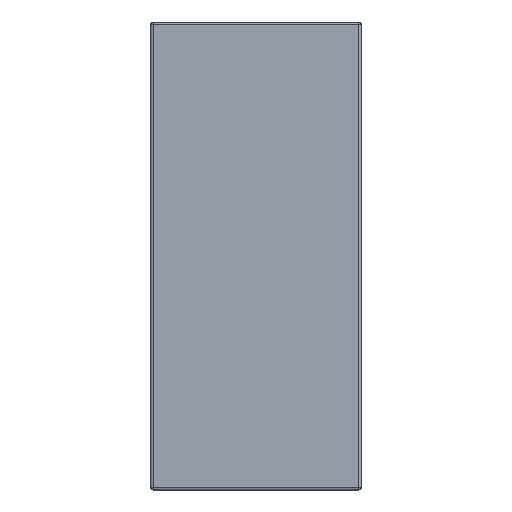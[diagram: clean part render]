
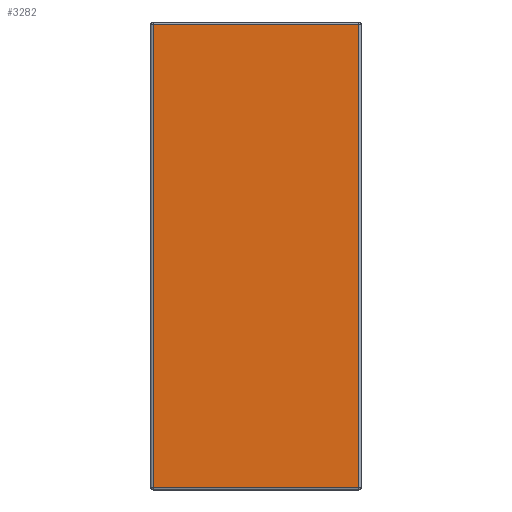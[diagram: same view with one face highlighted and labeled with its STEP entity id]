
A CAD part, left-side view. The second image highlights one B-rep face of the part: STEP entity #3282.
In plain terms, the highlighted planar face has unit normal (-1, 0, 0).
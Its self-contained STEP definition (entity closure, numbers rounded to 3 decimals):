
#15 = EDGE_LOOP ( 'NONE', ( #1271, #3303, #817, #1182 ) ) ;
#329 = VERTEX_POINT ( 'NONE', #5637 ) ;
#817 = ORIENTED_EDGE ( 'NONE', *, *, #2205, .T. ) ;
#834 = AXIS2_PLACEMENT_3D ( 'NONE', #3207, #2199, #2219 ) ;
#1182 = ORIENTED_EDGE ( 'NONE', *, *, #5224, .T. ) ;
#1271 = ORIENTED_EDGE ( 'NONE', *, *, #4893, .T. ) ;
#1370 = VERTEX_POINT ( 'NONE', #5444 ) ;
#1922 = VERTEX_POINT ( 'NONE', #6402 ) ;
#2003 = VECTOR ( 'NONE', #2890, 1000. ) ;
#2199 = DIRECTION ( 'NONE',  ( 1., 0., 0. ) ) ;
#2205 = EDGE_CURVE ( 'NONE', #1922, #329, #4300, .T. ) ;
#2219 = DIRECTION ( 'NONE',  ( 0., 0., -1. ) ) ;
#2264 = PLANE ( 'NONE',  #834 ) ;
#2373 = CARTESIAN_POINT ( 'NONE',  ( -2.25, 0.9, 0.99 ) ) ;
#2551 = LINE ( 'NONE', #2873, #4635 ) ;
#2797 = EDGE_CURVE ( 'NONE', #1370, #1922, #2551, .T. ) ;
#2873 = CARTESIAN_POINT ( 'NONE',  ( -2.25, 0.01, -1. ) ) ;
#2889 = CARTESIAN_POINT ( 'NONE',  ( -2.25, 0.89, -0.99 ) ) ;
#2890 = DIRECTION ( 'NONE',  ( 0., 1., 0. ) ) ;
#3207 = CARTESIAN_POINT ( 'NONE',  ( -2.25, 0.9, -1. ) ) ;
#3282 = ADVANCED_FACE ( 'NONE', ( #6016 ), #2264, .F. ) ;
#3303 = ORIENTED_EDGE ( 'NONE', *, *, #2797, .T. ) ;
#3530 = DIRECTION ( 'NONE',  ( 0., 0., -1. ) ) ;
#3598 = VECTOR ( 'NONE', #6304, 1000. ) ;
#3851 = DIRECTION ( 'NONE',  ( 0., 0., 1. ) ) ;
#4100 = CARTESIAN_POINT ( 'NONE',  ( -2.25, 0.89, -1. ) ) ;
#4140 = LINE ( 'NONE', #5777, #3598 ) ;
#4300 = LINE ( 'NONE', #2373, #2003 ) ;
#4635 = VECTOR ( 'NONE', #3851, 1000. ) ;
#4893 = EDGE_CURVE ( 'NONE', #5985, #1370, #4140, .T. ) ;
#4903 = VECTOR ( 'NONE', #3530, 1000. ) ;
#5224 = EDGE_CURVE ( 'NONE', #329, #5985, #6213, .T. ) ;
#5444 = CARTESIAN_POINT ( 'NONE',  ( -2.25, 0.01, -0.99 ) ) ;
#5637 = CARTESIAN_POINT ( 'NONE',  ( -2.25, 0.89, 0.99 ) ) ;
#5777 = CARTESIAN_POINT ( 'NONE',  ( -2.25, 0.9, -0.99 ) ) ;
#5985 = VERTEX_POINT ( 'NONE', #2889 ) ;
#6016 = FACE_OUTER_BOUND ( 'NONE', #15, .T. ) ;
#6213 = LINE ( 'NONE', #4100, #4903 ) ;
#6304 = DIRECTION ( 'NONE',  ( 0., -1., 0. ) ) ;
#6402 = CARTESIAN_POINT ( 'NONE',  ( -2.25, 0.01, 0.99 ) ) ;
